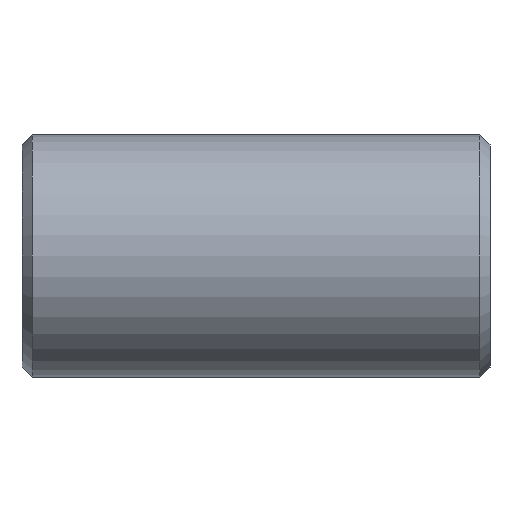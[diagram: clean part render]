
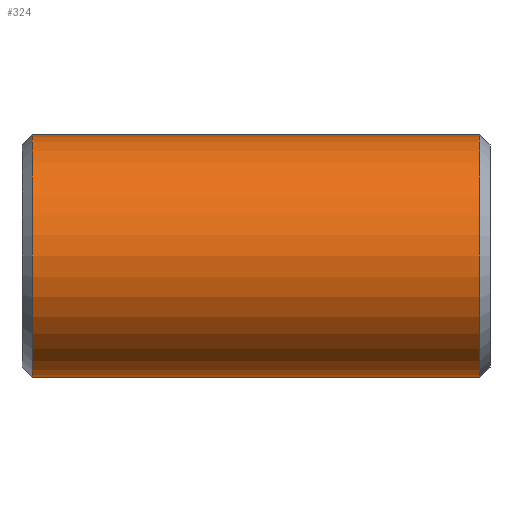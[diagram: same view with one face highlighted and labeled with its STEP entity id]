
A CAD part, front view. The second image highlights one B-rep face of the part: STEP entity #324.
In plain terms, the highlighted cylindrical face has radius 44.45 mm (diameter 88.9 mm), a partial arc.
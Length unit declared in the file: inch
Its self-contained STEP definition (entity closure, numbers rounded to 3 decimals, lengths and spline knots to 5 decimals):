
#4 = ORIENTED_EDGE ( 'NONE', *, *, #468, .T. ) ;
#5 = CARTESIAN_POINT ( 'NONE',  ( 3.38, 0., 1.75 ) ) ;
#7 = VERTEX_POINT ( 'NONE', #555 ) ;
#8 = LINE ( 'NONE', #5, #377 ) ;
#9 = VECTOR ( 'NONE', #562, 39.37008 ) ;
#14 = CIRCLE ( 'NONE', #188, 1.75 ) ;
#28 = VERTEX_POINT ( 'NONE', #716 ) ;
#92 = LINE ( 'NONE', #327, #9 ) ;
#94 = CYLINDRICAL_SURFACE ( 'NONE', #581, 1.75 ) ;
#109 = VERTEX_POINT ( 'NONE', #553 ) ;
#173 = DIRECTION ( 'NONE',  ( -1., 0., 0. ) ) ;
#175 = DIRECTION ( 'NONE',  ( -1., 0., 0. ) ) ;
#188 = AXIS2_PLACEMENT_3D ( 'NONE', #709, #173, #344 ) ;
#203 = DIRECTION ( 'NONE',  ( -1., 0., 0. ) ) ;
#219 = AXIS2_PLACEMENT_3D ( 'NONE', #335, #570, #682 ) ;
#285 = ORIENTED_EDGE ( 'NONE', *, *, #723, .T. ) ;
#289 = EDGE_CURVE ( 'NONE', #109, #28, #505, .T. ) ;
#294 = CARTESIAN_POINT ( 'NONE',  ( 3.234, 0., -1.75 ) ) ;
#324 = ADVANCED_FACE ( 'NONE', ( #337 ), #94, .T. ) ;
#327 = CARTESIAN_POINT ( 'NONE',  ( 3.38, 0., -1.75 ) ) ;
#335 = CARTESIAN_POINT ( 'NONE',  ( -3.234, 0., 0. ) ) ;
#337 = FACE_OUTER_BOUND ( 'NONE', #583, .T. ) ;
#344 = DIRECTION ( 'NONE',  ( 0., 0., -1. ) ) ;
#377 = VECTOR ( 'NONE', #175, 39.37008 ) ;
#382 = DIRECTION ( 'NONE',  ( 0., 0., 1. ) ) ;
#394 = CARTESIAN_POINT ( 'NONE',  ( 3.38, 0., 0. ) ) ;
#400 = EDGE_CURVE ( 'NONE', #524, #28, #92, .T. ) ;
#405 = ORIENTED_EDGE ( 'NONE', *, *, #400, .F. ) ;
#468 = EDGE_CURVE ( 'NONE', #524, #7, #14, .T. ) ;
#505 = CIRCLE ( 'NONE', #219, 1.75 ) ;
#524 = VERTEX_POINT ( 'NONE', #294 ) ;
#553 = CARTESIAN_POINT ( 'NONE',  ( -3.234, 0., 1.75 ) ) ;
#555 = CARTESIAN_POINT ( 'NONE',  ( 3.234, 0., 1.75 ) ) ;
#562 = DIRECTION ( 'NONE',  ( -1., 0., 0. ) ) ;
#570 = DIRECTION ( 'NONE',  ( 1., 0., 0. ) ) ;
#581 = AXIS2_PLACEMENT_3D ( 'NONE', #394, #203, #382 ) ;
#583 = EDGE_LOOP ( 'NONE', ( #405, #4, #285, #761 ) ) ;
#682 = DIRECTION ( 'NONE',  ( 0., 0., 1. ) ) ;
#709 = CARTESIAN_POINT ( 'NONE',  ( 3.234, 0., 0. ) ) ;
#716 = CARTESIAN_POINT ( 'NONE',  ( -3.234, 0., -1.75 ) ) ;
#723 = EDGE_CURVE ( 'NONE', #7, #109, #8, .T. ) ;
#761 = ORIENTED_EDGE ( 'NONE', *, *, #289, .T. ) ;
